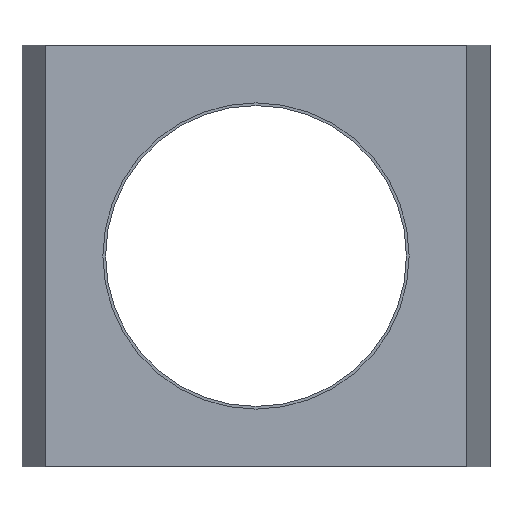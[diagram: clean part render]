
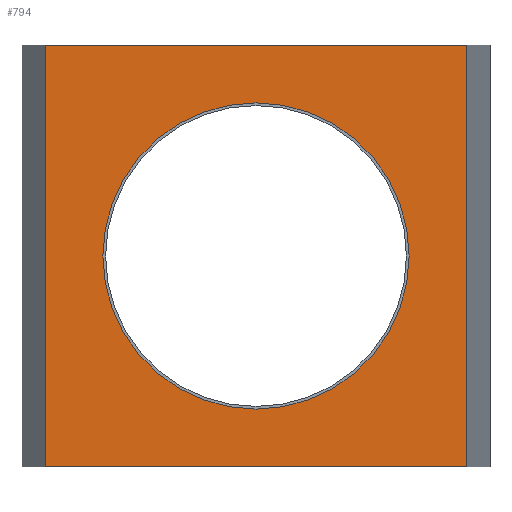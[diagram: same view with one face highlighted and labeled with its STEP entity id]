
A CAD part, front view. The second image highlights one B-rep face of the part: STEP entity #794.
In plain terms, the highlighted planar face has unit normal (0, -1, 0).
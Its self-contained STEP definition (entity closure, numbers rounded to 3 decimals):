
#1 = ORIENTED_EDGE ( 'NONE', *, *, #369, .F. ) ;
#20 = AXIS2_PLACEMENT_3D ( 'NONE', #343, #924, #23 ) ;
#23 = DIRECTION ( 'NONE',  ( 0., 0., -1. ) ) ;
#41 = DIRECTION ( 'NONE',  ( 1., 0., 0. ) ) ;
#62 = CARTESIAN_POINT ( 'NONE',  ( -315., 0., 315. ) ) ;
#114 = DIRECTION ( 'NONE',  ( 0., 1., 0. ) ) ;
#138 = CARTESIAN_POINT ( 'NONE',  ( -315., 0., 315. ) ) ;
#144 = DIRECTION ( 'NONE',  ( 0., 0., -1. ) ) ;
#189 = CARTESIAN_POINT ( 'NONE',  ( -315., 0., 315. ) ) ;
#198 = LINE ( 'NONE', #650, #880 ) ;
#203 = VERTEX_POINT ( 'NONE', #624 ) ;
#208 = ORIENTED_EDGE ( 'NONE', *, *, #608, .F. ) ;
#217 = DIRECTION ( 'NONE',  ( 0., 0., -1. ) ) ;
#230 = ORIENTED_EDGE ( 'NONE', *, *, #330, .F. ) ;
#245 = AXIS2_PLACEMENT_3D ( 'NONE', #646, #114, #648 ) ;
#257 = FACE_BOUND ( 'NONE', #685, .T. ) ;
#276 = LINE ( 'NONE', #635, #686 ) ;
#290 = CARTESIAN_POINT ( 'NONE',  ( 0., 0., 0. ) ) ;
#293 = VERTEX_POINT ( 'NONE', #189 ) ;
#298 = CARTESIAN_POINT ( 'NONE',  ( 0., 0., 229. ) ) ;
#318 = VECTOR ( 'NONE', #958, 1000. ) ;
#330 = EDGE_CURVE ( 'NONE', #819, #457, #452, .T. ) ;
#343 = CARTESIAN_POINT ( 'NONE',  ( 0., 0., 0. ) ) ;
#353 = CIRCLE ( 'NONE', #442, 229. ) ;
#369 = EDGE_CURVE ( 'NONE', #741, #203, #198, .T. ) ;
#381 = VECTOR ( 'NONE', #144, 1000. ) ;
#421 = CARTESIAN_POINT ( 'NONE',  ( 0., 0., -229. ) ) ;
#433 = ORIENTED_EDGE ( 'NONE', *, *, #455, .T. ) ;
#442 = AXIS2_PLACEMENT_3D ( 'NONE', #290, #886, #217 ) ;
#452 = CIRCLE ( 'NONE', #20, 229. ) ;
#455 = EDGE_CURVE ( 'NONE', #293, #494, #804, .T. ) ;
#457 = VERTEX_POINT ( 'NONE', #298 ) ;
#494 = VERTEX_POINT ( 'NONE', #953 ) ;
#496 = DIRECTION ( 'NONE',  ( 0., 0., -1. ) ) ;
#608 = EDGE_CURVE ( 'NONE', #293, #741, #808, .T. ) ;
#624 = CARTESIAN_POINT ( 'NONE',  ( 315., 0., -315. ) ) ;
#635 = CARTESIAN_POINT ( 'NONE',  ( -315., 0., -315. ) ) ;
#646 = CARTESIAN_POINT ( 'NONE',  ( -315., 0., 315. ) ) ;
#648 = DIRECTION ( 'NONE',  ( 0., 0., 1. ) ) ;
#650 = CARTESIAN_POINT ( 'NONE',  ( 315., 0., 315. ) ) ;
#685 = EDGE_LOOP ( 'NONE', ( #230, #896 ) ) ;
#686 = VECTOR ( 'NONE', #41, 1000. ) ;
#707 = EDGE_LOOP ( 'NONE', ( #790, #1, #208, #433 ) ) ;
#737 = EDGE_CURVE ( 'NONE', #494, #203, #276, .T. ) ;
#741 = VERTEX_POINT ( 'NONE', #870 ) ;
#790 = ORIENTED_EDGE ( 'NONE', *, *, #737, .T. ) ;
#793 = FACE_OUTER_BOUND ( 'NONE', #707, .T. ) ;
#794 = ADVANCED_FACE ( 'NONE', ( #257, #793 ), #848, .F. ) ;
#804 = LINE ( 'NONE', #62, #381 ) ;
#808 = LINE ( 'NONE', #138, #318 ) ;
#819 = VERTEX_POINT ( 'NONE', #421 ) ;
#848 = PLANE ( 'NONE',  #245 ) ;
#870 = CARTESIAN_POINT ( 'NONE',  ( 315., 0., 315. ) ) ;
#880 = VECTOR ( 'NONE', #496, 1000. ) ;
#886 = DIRECTION ( 'NONE',  ( 0., -1., 0. ) ) ;
#896 = ORIENTED_EDGE ( 'NONE', *, *, #933, .F. ) ;
#924 = DIRECTION ( 'NONE',  ( 0., -1., 0. ) ) ;
#933 = EDGE_CURVE ( 'NONE', #457, #819, #353, .T. ) ;
#953 = CARTESIAN_POINT ( 'NONE',  ( -315., 0., -315. ) ) ;
#958 = DIRECTION ( 'NONE',  ( 1., 0., 0. ) ) ;
